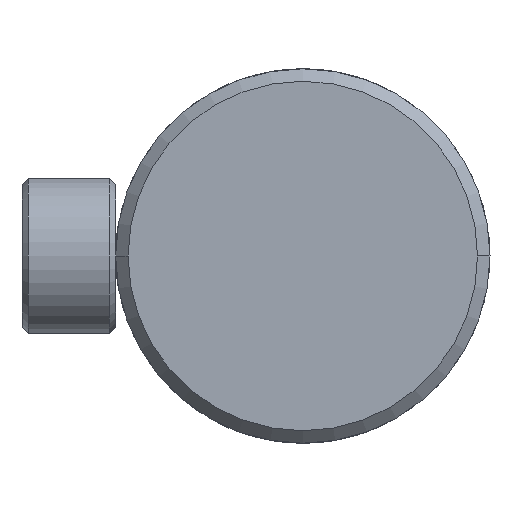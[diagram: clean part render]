
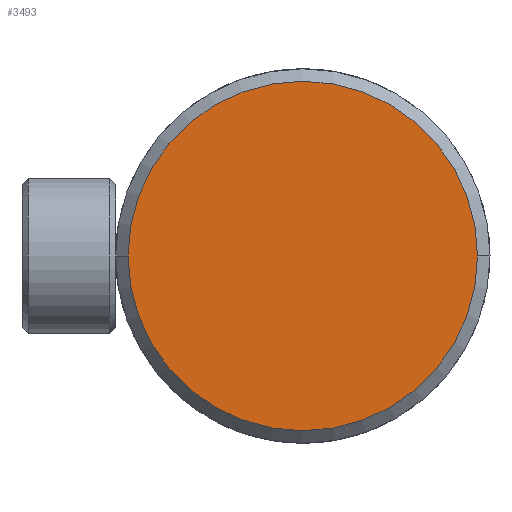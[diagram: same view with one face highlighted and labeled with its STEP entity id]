
A CAD part, left-side view. The second image highlights one B-rep face of the part: STEP entity #3493.
In plain terms, the highlighted planar face has unit normal (-1, 0, 0).
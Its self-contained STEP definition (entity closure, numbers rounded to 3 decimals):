
#191 = FACE_OUTER_BOUND ( 'NONE', #3523, .T. ) ;
#281 = PLANE ( 'NONE',  #2493 ) ;
#370 = ORIENTED_EDGE ( 'NONE', *, *, #2968, .T. ) ;
#505 = CARTESIAN_POINT ( 'NONE',  ( -47., -28., 0. ) ) ;
#678 = CIRCLE ( 'NONE', #2415, 28. ) ;
#987 = VERTEX_POINT ( 'NONE', #505 ) ;
#1240 = DIRECTION ( 'NONE',  ( -1., 0., 0. ) ) ;
#1447 = CARTESIAN_POINT ( 'NONE',  ( -47., 0., 0. ) ) ;
#1784 = DIRECTION ( 'NONE',  ( 0., -1., 0. ) ) ;
#2023 = EDGE_CURVE ( 'NONE', #987, #3844, #2861, .T. ) ;
#2302 = DIRECTION ( 'NONE',  ( 0., -1., 0. ) ) ;
#2415 = AXIS2_PLACEMENT_3D ( 'NONE', #1447, #3807, #1784 ) ;
#2445 = CARTESIAN_POINT ( 'NONE',  ( -47., 28., 0. ) ) ;
#2493 = AXIS2_PLACEMENT_3D ( 'NONE', #2944, #4321, #2302 ) ;
#2768 = ORIENTED_EDGE ( 'NONE', *, *, #2023, .T. ) ;
#2861 = CIRCLE ( 'NONE', #4334, 28. ) ;
#2944 = CARTESIAN_POINT ( 'NONE',  ( -47., 0., 0. ) ) ;
#2968 = EDGE_CURVE ( 'NONE', #3844, #987, #678, .T. ) ;
#3493 = ADVANCED_FACE ( 'NONE', ( #191 ), #281, .T. ) ;
#3523 = EDGE_LOOP ( 'NONE', ( #370, #2768 ) ) ;
#3807 = DIRECTION ( 'NONE',  ( -1., 0., 0. ) ) ;
#3844 = VERTEX_POINT ( 'NONE', #2445 ) ;
#3921 = CARTESIAN_POINT ( 'NONE',  ( -47., 0., 0. ) ) ;
#4258 = DIRECTION ( 'NONE',  ( 0., -1., 0. ) ) ;
#4321 = DIRECTION ( 'NONE',  ( -1., 0., 0. ) ) ;
#4334 = AXIS2_PLACEMENT_3D ( 'NONE', #3921, #1240, #4258 ) ;
